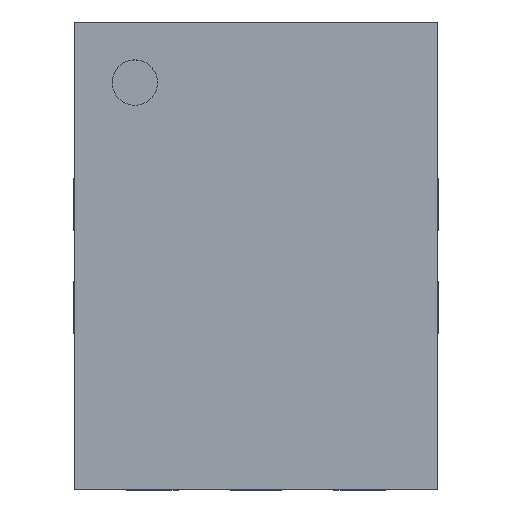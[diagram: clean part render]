
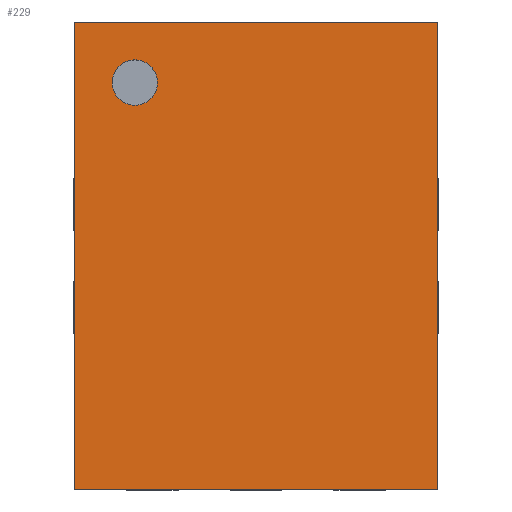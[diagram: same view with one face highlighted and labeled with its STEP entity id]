
A CAD part, top view. The second image highlights one B-rep face of the part: STEP entity #229.
In plain terms, the highlighted planar face has unit normal (0, 0, 1).
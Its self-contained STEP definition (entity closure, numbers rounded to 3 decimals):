
#165 = VERTEX_POINT('',#166);
#166 = CARTESIAN_POINT('',(0.,0.,0.8));
#181 = VERTEX_POINT('',#182);
#182 = CARTESIAN_POINT('',(0.,1.8,0.8));
#188 = EDGE_CURVE('',#165,#181,#189,.T.);
#189 = LINE('',#190,#191);
#190 = CARTESIAN_POINT('',(0.,0.,0.8));
#191 = VECTOR('',#192,1.);
#192 = DIRECTION('',(0.,1.,0.));
#211 = EDGE_CURVE('',#165,#212,#214,.T.);
#212 = VERTEX_POINT('',#213);
#213 = CARTESIAN_POINT('',(1.4,0.,0.8));
#214 = LINE('',#215,#216);
#215 = CARTESIAN_POINT('',(0.,0.,0.8));
#216 = VECTOR('',#217,1.);
#217 = DIRECTION('',(1.,0.,0.));
#229 = ADVANCED_FACE('',(#230,#248),#259,.T.);
#230 = FACE_BOUND('',#231,.T.);
#231 = EDGE_LOOP('',(#232,#233,#234,#242));
#232 = ORIENTED_EDGE('',*,*,#188,.F.);
#233 = ORIENTED_EDGE('',*,*,#211,.T.);
#234 = ORIENTED_EDGE('',*,*,#235,.T.);
#235 = EDGE_CURVE('',#212,#236,#238,.T.);
#236 = VERTEX_POINT('',#237);
#237 = CARTESIAN_POINT('',(1.4,1.8,0.8));
#238 = LINE('',#239,#240);
#239 = CARTESIAN_POINT('',(1.4,0.,0.8));
#240 = VECTOR('',#241,1.);
#241 = DIRECTION('',(0.,1.,0.));
#242 = ORIENTED_EDGE('',*,*,#243,.F.);
#243 = EDGE_CURVE('',#181,#236,#244,.T.);
#244 = LINE('',#245,#246);
#245 = CARTESIAN_POINT('',(0.,1.8,0.8));
#246 = VECTOR('',#247,1.);
#247 = DIRECTION('',(1.,0.,0.));
#248 = FACE_BOUND('',#249,.T.);
#249 = EDGE_LOOP('',(#250));
#250 = ORIENTED_EDGE('',*,*,#251,.F.);
#251 = EDGE_CURVE('',#252,#252,#254,.T.);
#252 = VERTEX_POINT('',#253);
#253 = CARTESIAN_POINT('',(0.321,1.567,0.8));
#254 = CIRCLE('',#255,0.088);
#255 = AXIS2_PLACEMENT_3D('',#256,#257,#258);
#256 = CARTESIAN_POINT('',(0.233,1.567,0.8));
#257 = DIRECTION('',(0.,0.,1.));
#258 = DIRECTION('',(1.,0.,0.));
#259 = PLANE('',#260);
#260 = AXIS2_PLACEMENT_3D('',#261,#262,#263);
#261 = CARTESIAN_POINT('',(0.,0.,0.8));
#262 = DIRECTION('',(0.,0.,1.));
#263 = DIRECTION('',(1.,0.,0.));
